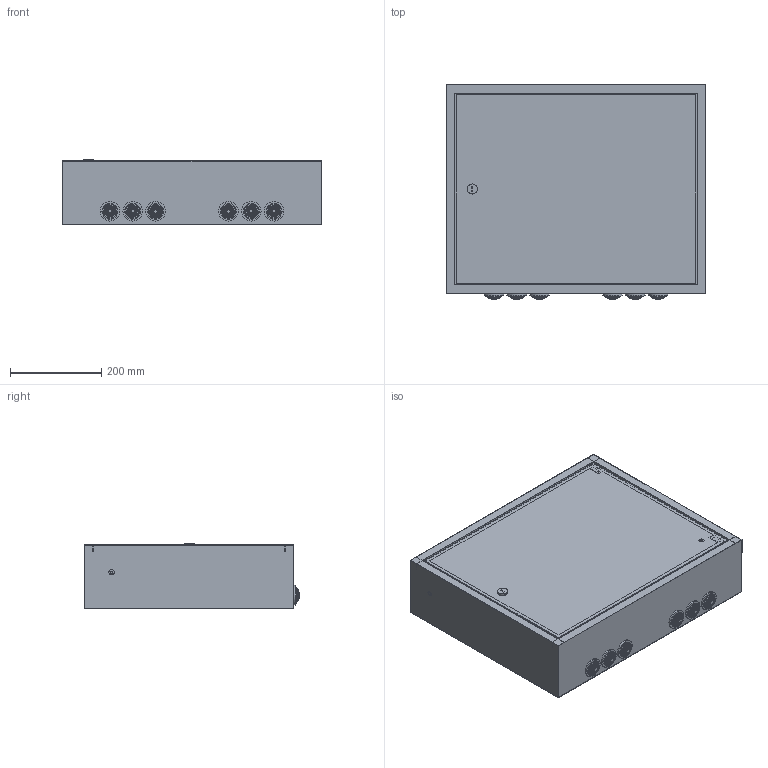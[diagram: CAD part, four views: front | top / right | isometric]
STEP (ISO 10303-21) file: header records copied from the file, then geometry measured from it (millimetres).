
FILE_DESCRIPTION (( 'STEP AP214' ), '1' );
FILE_NAME ('ÊÈÂÀ 223.00.00-11ÑÁ óïðîù.STEP', '2024-10-02T14:25:05', ( '' ), ( '' ), 'SwSTEP 2.0', 'SolidWorks 2022', '' );
FILE_SCHEMA (( 'AUTOMOTIVE_DESIGN' ));
Length unit declared in the file: millimetre
Products named in the file (1): КИВА 223.00.00-11СБ упрощ
Bounding box: 570 x 473.01 x 143.5 mm (x, y, z)
Volume: 3351356.9 mm3; surface area: 2817533.7 mm2
Topology: 37 solids, 50 shells, 4031 faces, 10756 edges, 7093 vertices
Faces by surface type: plane 2677, cylinder 955, cone 222, bspline 80, sphere 65, torus 32
Entity records: 177329 total; most frequent: CARTESIAN_POINT 31256, ORIENTED_EDGE 21476, DIRECTION 20060, EDGE_CURVE 10738, VECTOR 7660, LINE 7660, VERTEX_POINT 7092, AXIS2_PLACEMENT_3D 6200
